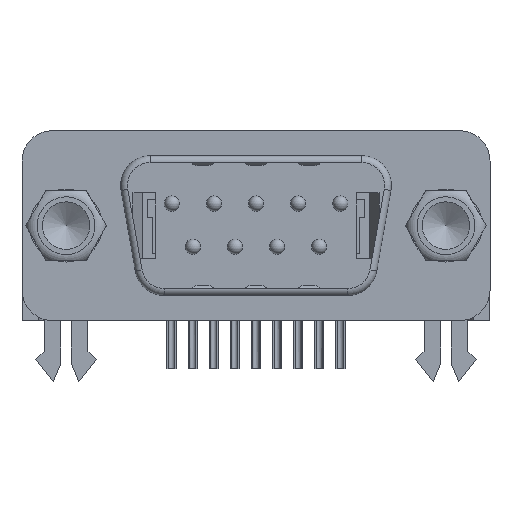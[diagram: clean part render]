
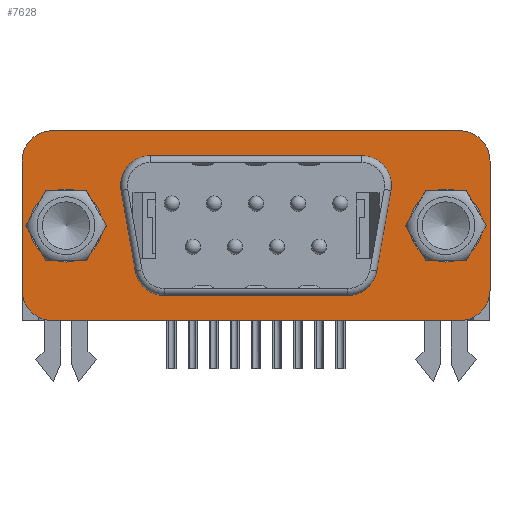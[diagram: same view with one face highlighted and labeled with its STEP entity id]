
A CAD part, front view. The second image highlights one B-rep face of the part: STEP entity #7628.
In plain terms, the highlighted planar face has unit normal (0, -1, 0).
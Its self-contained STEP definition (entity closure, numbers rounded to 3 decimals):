
#925=LINE('',#16194,#1743);
#926=LINE('',#16199,#1744);
#927=LINE('',#16203,#1745);
#928=LINE('',#16207,#1746);
#929=LINE('',#16210,#1747);
#930=LINE('',#16215,#1748);
#931=LINE('',#16219,#1749);
#932=LINE('',#16223,#1750);
#1743=VECTOR('',#9865,1000.);
#1744=VECTOR('',#9868,1000.);
#1745=VECTOR('',#9871,1000.);
#1746=VECTOR('',#9874,1000.);
#1747=VECTOR('',#9877,1000.);
#1748=VECTOR('',#9880,1000.);
#1749=VECTOR('',#9883,1000.);
#1750=VECTOR('',#9886,1000.);
#3329=ORIENTED_EDGE('',*,*,#4814,.T.);
#3330=ORIENTED_EDGE('',*,*,#4815,.T.);
#3331=ORIENTED_EDGE('',*,*,#4816,.T.);
#3332=ORIENTED_EDGE('',*,*,#4817,.T.);
#3333=ORIENTED_EDGE('',*,*,#4818,.T.);
#3334=ORIENTED_EDGE('',*,*,#4819,.T.);
#3335=ORIENTED_EDGE('',*,*,#4820,.T.);
#3336=ORIENTED_EDGE('',*,*,#4821,.T.);
#3337=ORIENTED_EDGE('',*,*,#4822,.T.);
#3338=ORIENTED_EDGE('',*,*,#4823,.T.);
#3339=ORIENTED_EDGE('',*,*,#4824,.F.);
#3340=ORIENTED_EDGE('',*,*,#4825,.T.);
#3341=ORIENTED_EDGE('',*,*,#4826,.F.);
#3342=ORIENTED_EDGE('',*,*,#4827,.T.);
#3343=ORIENTED_EDGE('',*,*,#4828,.F.);
#3344=ORIENTED_EDGE('',*,*,#4829,.T.);
#3345=ORIENTED_EDGE('',*,*,#4830,.F.);
#3346=ORIENTED_EDGE('',*,*,#4831,.T.);
#4814=EDGE_CURVE('',#5666,#5666,#6015,.T.);
#4815=EDGE_CURVE('',#5667,#5667,#6016,.T.);
#4816=EDGE_CURVE('',#5668,#5669,#925,.T.);
#4817=EDGE_CURVE('',#5669,#5670,#6017,.T.);
#4818=EDGE_CURVE('',#5670,#5671,#926,.T.);
#4819=EDGE_CURVE('',#5671,#5672,#6018,.T.);
#4820=EDGE_CURVE('',#5672,#5673,#927,.T.);
#4821=EDGE_CURVE('',#5673,#5674,#6019,.T.);
#4822=EDGE_CURVE('',#5674,#5675,#928,.T.);
#4823=EDGE_CURVE('',#5675,#5668,#6020,.T.);
#4824=EDGE_CURVE('',#5676,#5677,#929,.T.);
#4825=EDGE_CURVE('',#5676,#5678,#6021,.F.);
#4826=EDGE_CURVE('',#5679,#5678,#930,.T.);
#4827=EDGE_CURVE('',#5679,#5680,#6022,.F.);
#4828=EDGE_CURVE('',#5681,#5680,#931,.T.);
#4829=EDGE_CURVE('',#5681,#5682,#6023,.F.);
#4830=EDGE_CURVE('',#5683,#5682,#932,.T.);
#4831=EDGE_CURVE('',#5683,#5677,#6024,.F.);
#5666=VERTEX_POINT('',#16191);
#5667=VERTEX_POINT('',#16193);
#5668=VERTEX_POINT('',#16195);
#5669=VERTEX_POINT('',#16196);
#5670=VERTEX_POINT('',#16198);
#5671=VERTEX_POINT('',#16200);
#5672=VERTEX_POINT('',#16202);
#5673=VERTEX_POINT('',#16204);
#5674=VERTEX_POINT('',#16206);
#5675=VERTEX_POINT('',#16208);
#5676=VERTEX_POINT('',#16211);
#5677=VERTEX_POINT('',#16212);
#5678=VERTEX_POINT('',#16214);
#5679=VERTEX_POINT('',#16216);
#5680=VERTEX_POINT('',#16218);
#5681=VERTEX_POINT('',#16220);
#5682=VERTEX_POINT('',#16222);
#5683=VERTEX_POINT('',#16224);
#6015=CIRCLE('',#8371,2.4);
#6016=CIRCLE('',#8372,2.4);
#6017=CIRCLE('',#8373,1.949);
#6018=CIRCLE('',#8374,1.949);
#6019=CIRCLE('',#8375,1.949);
#6020=CIRCLE('',#8376,1.949);
#6021=CIRCLE('',#8377,2.);
#6022=CIRCLE('',#8378,2.);
#6023=CIRCLE('',#8379,2.);
#6024=CIRCLE('',#8380,2.);
#6402=EDGE_LOOP('',(#3329));
#6403=EDGE_LOOP('',(#3330));
#6404=EDGE_LOOP('',(#3331,#3332,#3333,#3334,#3335,#3336,#3337,#3338));
#6405=EDGE_LOOP('',(#3339,#3340,#3341,#3342,#3343,#3344,#3345,#3346));
#6912=FACE_BOUND('',#6402,.T.);
#6913=FACE_BOUND('',#6403,.T.);
#6914=FACE_BOUND('',#6404,.T.);
#6915=FACE_BOUND('',#6405,.T.);
#7309=PLANE('',#8370);
#7628=ADVANCED_FACE('',(#6912,#6913,#6914,#6915),#7309,.F.);
#8370=AXIS2_PLACEMENT_3D('',#16189,#9859,#9860);
#8371=AXIS2_PLACEMENT_3D('',#16190,#9861,#9862);
#8372=AXIS2_PLACEMENT_3D('',#16192,#9863,#9864);
#8373=AXIS2_PLACEMENT_3D('',#16197,#9866,#9867);
#8374=AXIS2_PLACEMENT_3D('',#16201,#9869,#9870);
#8375=AXIS2_PLACEMENT_3D('',#16205,#9872,#9873);
#8376=AXIS2_PLACEMENT_3D('',#16209,#9875,#9876);
#8377=AXIS2_PLACEMENT_3D('',#16213,#9878,#9879);
#8378=AXIS2_PLACEMENT_3D('',#16217,#9881,#9882);
#8379=AXIS2_PLACEMENT_3D('',#16221,#9884,#9885);
#8380=AXIS2_PLACEMENT_3D('',#16225,#9887,#9888);
#9859=DIRECTION('',(0.,1.,0.));
#9860=DIRECTION('',(0.,0.,1.));
#9861=DIRECTION('',(0.,1.,0.));
#9862=DIRECTION('',(0.,0.,1.));
#9863=DIRECTION('',(0.,1.,0.));
#9864=DIRECTION('',(0.,0.,1.));
#9865=DIRECTION('',(-0.174,0.,0.985));
#9866=DIRECTION('',(0.,1.,0.));
#9867=DIRECTION('',(0.,0.,1.));
#9868=DIRECTION('',(1.,0.,0.));
#9869=DIRECTION('',(0.,1.,0.));
#9870=DIRECTION('',(0.,0.,1.));
#9871=DIRECTION('',(-0.174,0.,-0.985));
#9872=DIRECTION('',(0.,1.,0.));
#9873=DIRECTION('',(0.,0.,1.));
#9874=DIRECTION('',(-1.,0.,0.));
#9875=DIRECTION('',(0.,1.,0.));
#9876=DIRECTION('',(0.,0.,1.));
#9877=DIRECTION('',(1.,0.,0.));
#9878=DIRECTION('',(0.,1.,0.));
#9879=DIRECTION('',(0.,0.,1.));
#9880=DIRECTION('',(0.,0.,1.));
#9881=DIRECTION('',(0.,1.,0.));
#9882=DIRECTION('',(0.,0.,1.));
#9883=DIRECTION('',(-1.,0.,0.));
#9884=DIRECTION('',(0.,1.,0.));
#9885=DIRECTION('',(0.,0.,1.));
#9886=DIRECTION('',(0.,0.,-1.));
#9887=DIRECTION('',(0.,1.,0.));
#9888=DIRECTION('',(0.,0.,1.));
#16189=CARTESIAN_POINT('',(0.,-0.45,0.));
#16190=CARTESIAN_POINT('',(-12.5,-0.45,0.));
#16191=CARTESIAN_POINT('',(-12.5,-0.45,2.4));
#16192=CARTESIAN_POINT('',(12.5,-0.45,0.));
#16193=CARTESIAN_POINT('',(12.5,-0.45,2.4));
#16194=CARTESIAN_POINT('',(-8.217,-0.45,-1.449));
#16195=CARTESIAN_POINT('',(-7.946,-0.45,-2.989));
#16196=CARTESIAN_POINT('',(-8.88,-0.45,2.312));
#16197=CARTESIAN_POINT('',(-6.961,-0.45,2.651));
#16198=CARTESIAN_POINT('',(-6.961,-0.45,4.6));
#16199=CARTESIAN_POINT('',(0.,-0.45,4.6));
#16200=CARTESIAN_POINT('',(6.961,-0.45,4.6));
#16201=CARTESIAN_POINT('',(6.961,-0.45,2.651));
#16202=CARTESIAN_POINT('',(8.88,-0.45,2.312));
#16203=CARTESIAN_POINT('',(8.217,-0.45,-1.449));
#16204=CARTESIAN_POINT('',(7.946,-0.45,-2.989));
#16205=CARTESIAN_POINT('',(6.026,-0.45,-2.651));
#16206=CARTESIAN_POINT('',(6.026,-0.45,-4.6));
#16207=CARTESIAN_POINT('',(0.,-0.45,-4.6));
#16208=CARTESIAN_POINT('',(-6.026,-0.45,-4.6));
#16209=CARTESIAN_POINT('',(-6.026,-0.45,-2.651));
#16210=CARTESIAN_POINT('',(-15.4,-0.45,6.25));
#16211=CARTESIAN_POINT('',(-13.4,-0.45,6.25));
#16212=CARTESIAN_POINT('',(13.4,-0.45,6.25));
#16213=CARTESIAN_POINT('',(-13.4,-0.45,4.25));
#16214=CARTESIAN_POINT('',(-15.4,-0.45,4.25));
#16215=CARTESIAN_POINT('',(-15.4,-0.45,-6.25));
#16216=CARTESIAN_POINT('',(-15.4,-0.45,-4.25));
#16217=CARTESIAN_POINT('',(-13.4,-0.45,-4.25));
#16218=CARTESIAN_POINT('',(-13.4,-0.45,-6.25));
#16219=CARTESIAN_POINT('',(15.4,-0.45,-6.25));
#16220=CARTESIAN_POINT('',(13.4,-0.45,-6.25));
#16221=CARTESIAN_POINT('',(13.4,-0.45,-4.25));
#16222=CARTESIAN_POINT('',(15.4,-0.45,-4.25));
#16223=CARTESIAN_POINT('',(15.4,-0.45,6.25));
#16224=CARTESIAN_POINT('',(15.4,-0.45,4.25));
#16225=CARTESIAN_POINT('',(13.4,-0.45,4.25));
